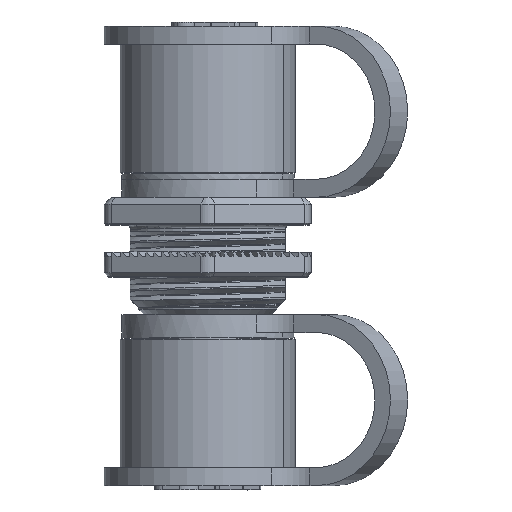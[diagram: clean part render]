
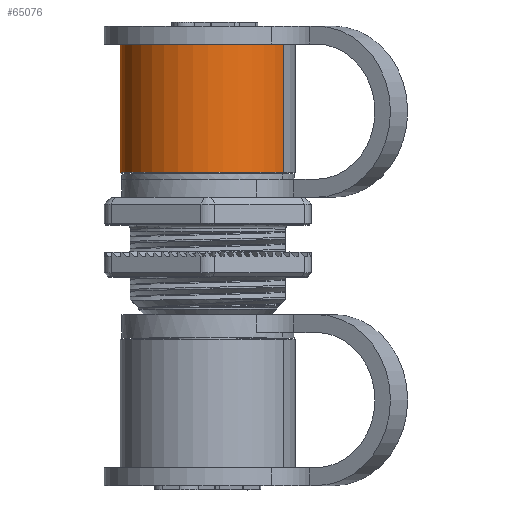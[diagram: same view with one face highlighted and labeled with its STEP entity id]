
A CAD part, top view. The second image highlights one B-rep face of the part: STEP entity #65076.
In plain terms, the highlighted cylindrical face has radius 16.129 mm (diameter 32.258 mm), a partial arc.
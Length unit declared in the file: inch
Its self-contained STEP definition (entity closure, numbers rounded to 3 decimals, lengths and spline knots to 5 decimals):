
#63905=DIRECTION('',(0.,1.,0.));
#63906=VECTOR('',#63905,0.93);
#63907=CARTESIAN_POINT('',(0.635,-1.06,0.));
#63908=LINE('',#63907,#63906);
#63909=CARTESIAN_POINT('',(0.,-0.13,0.));
#63910=DIRECTION('',(0.,1.,0.));
#63911=DIRECTION('',(-1.,0.,0.));
#63912=AXIS2_PLACEMENT_3D('',#63909,#63910,#63911);
#63914=DIRECTION('',(0.,1.,0.));
#63915=VECTOR('',#63914,0.93);
#63916=CARTESIAN_POINT('',(-0.635,-1.06,0.));
#63917=LINE('',#63916,#63915);
#63923=CARTESIAN_POINT('',(0.,-1.06,0.));
#63924=DIRECTION('',(0.,-1.,0.));
#63925=DIRECTION('',(1.,0.,0.));
#63926=AXIS2_PLACEMENT_3D('',#63923,#63924,#63925);
#64387=CARTESIAN_POINT('',(-0.635,-1.06,0.));
#64388=CARTESIAN_POINT('',(0.635,-1.06,0.));
#64389=VERTEX_POINT('',#64387);
#64390=VERTEX_POINT('',#64388);
#64391=CARTESIAN_POINT('',(0.635,-0.13,0.));
#64392=CARTESIAN_POINT('',(-0.635,-0.13,0.));
#64393=VERTEX_POINT('',#64391);
#64394=VERTEX_POINT('',#64392);
#65064=CARTESIAN_POINT('',(0.,0.,0.));
#65065=DIRECTION('',(0.,1.,0.));
#65066=DIRECTION('',(1.,0.,0.));
#65067=AXIS2_PLACEMENT_3D('',#65064,#65065,#65066);
#65068=CYLINDRICAL_SURFACE('',#65067,0.635);
#65069=ORIENTED_EDGE('',*,*,#65044,.T.);
#65070=ORIENTED_EDGE('',*,*,#65059,.F.);
#65072=ORIENTED_EDGE('',*,*,#65071,.T.);
#65073=ORIENTED_EDGE('',*,*,#65055,.T.);
#65074=EDGE_LOOP('',(#65069,#65070,#65072,#65073));
#65075=FACE_OUTER_BOUND('',#65074,.F.);
#65076=ADVANCED_FACE('',(#65075),#65068,.T.);
#63913=CIRCLE('',#63912,0.635);
#63927=CIRCLE('',#63926,0.635);
#65044=EDGE_CURVE('',#64394,#64393,#63913,.T.);
#65055=EDGE_CURVE('',#64389,#64394,#63917,.T.);
#65059=EDGE_CURVE('',#64390,#64393,#63908,.T.);
#65071=EDGE_CURVE('',#64390,#64389,#63927,.T.);
